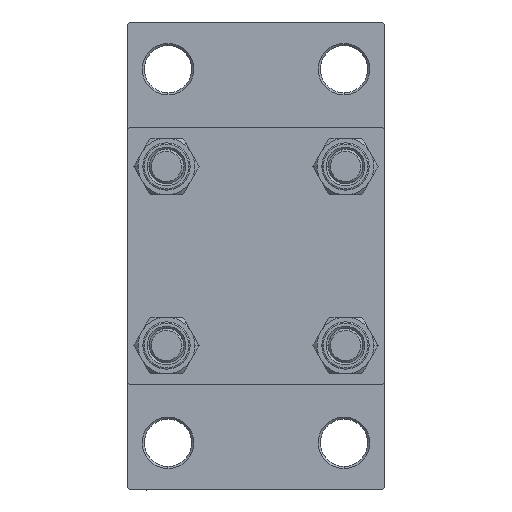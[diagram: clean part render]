
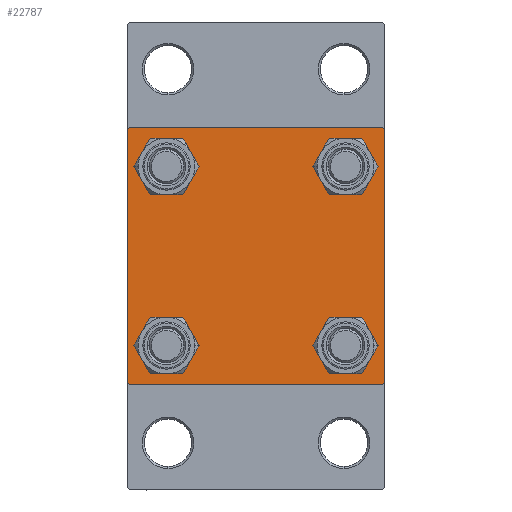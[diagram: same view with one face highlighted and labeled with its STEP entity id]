
A CAD part, left-side view. The second image highlights one B-rep face of the part: STEP entity #22787.
In plain terms, the highlighted planar face has unit normal (-1, 0, 0).
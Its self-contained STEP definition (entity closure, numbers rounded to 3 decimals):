
#3 = DIRECTION ( 'NONE',  ( 0., 0., 1. ) ) ;
#481 = LINE ( 'NONE', #15233, #45033 ) ;
#699 = ORIENTED_EDGE ( 'NONE', *, *, #43707, .T. ) ;
#1171 = FACE_BOUND ( 'NONE', #44566, .T. ) ;
#1403 = FACE_BOUND ( 'NONE', #5504, .T. ) ;
#1533 = VECTOR ( 'NONE', #8286, 1000. ) ;
#1543 = DIRECTION ( 'NONE',  ( 0., 0.707, -0.707 ) ) ;
#1621 = VERTEX_POINT ( 'NONE', #31643 ) ;
#2399 = CIRCLE ( 'NONE', #46462, 4.5 ) ;
#2412 = ORIENTED_EDGE ( 'NONE', *, *, #42764, .T. ) ;
#2914 = CARTESIAN_POINT ( 'NONE',  ( 0., 30., 29.5 ) ) ;
#3083 = EDGE_CURVE ( 'NONE', #20393, #41847, #45819, .T. ) ;
#3918 = CARTESIAN_POINT ( 'NONE',  ( 0., -20.85, -25.35 ) ) ;
#4114 = DIRECTION ( 'NONE',  ( 1., 0., 0. ) ) ;
#4281 = CARTESIAN_POINT ( 'NONE',  ( 0., 20.85, -16.35 ) ) ;
#4500 = DIRECTION ( 'NONE',  ( 1., 0., 0. ) ) ;
#4616 = CARTESIAN_POINT ( 'NONE',  ( 0., -30., 29.5 ) ) ;
#4901 = AXIS2_PLACEMENT_3D ( 'NONE', #37646, #4500, #5214 ) ;
#5214 = DIRECTION ( 'NONE',  ( 0., 0., 1. ) ) ;
#5504 = EDGE_LOOP ( 'NONE', ( #22333, #27422 ) ) ;
#6045 = AXIS2_PLACEMENT_3D ( 'NONE', #43698, #26050, #22414 ) ;
#6117 = VERTEX_POINT ( 'NONE', #32627 ) ;
#6971 = DIRECTION ( 'NONE',  ( 0., 0., 1. ) ) ;
#7468 = CARTESIAN_POINT ( 'NONE',  ( 0., -30., -29.5 ) ) ;
#8117 = CARTESIAN_POINT ( 'NONE',  ( 0., -30., 30. ) ) ;
#8286 = DIRECTION ( 'NONE',  ( 0., 0., -1. ) ) ;
#9450 = LINE ( 'NONE', #13070, #28815 ) ;
#9487 = VERTEX_POINT ( 'NONE', #34447 ) ;
#9764 = EDGE_CURVE ( 'NONE', #1621, #45096, #481, .T. ) ;
#9980 = VERTEX_POINT ( 'NONE', #14709 ) ;
#11164 = EDGE_CURVE ( 'NONE', #42416, #20621, #40465, .T. ) ;
#12004 = EDGE_LOOP ( 'NONE', ( #47451, #14620, #35811, #30588, #37062, #2412, #19553, #36828 ) ) ;
#13000 = PLANE ( 'NONE',  #46897 ) ;
#13070 = CARTESIAN_POINT ( 'NONE',  ( 0., -29.75, 29.75 ) ) ;
#13198 = EDGE_CURVE ( 'NONE', #20621, #42416, #18768, .T. ) ;
#13845 = EDGE_CURVE ( 'NONE', #45096, #33248, #20313, .T. ) ;
#13955 = AXIS2_PLACEMENT_3D ( 'NONE', #18704, #33930, #19402 ) ;
#14016 = ORIENTED_EDGE ( 'NONE', *, *, #39532, .T. ) ;
#14620 = ORIENTED_EDGE ( 'NONE', *, *, #35974, .T. ) ;
#14709 = CARTESIAN_POINT ( 'NONE',  ( 0., -20.85, 16.35 ) ) ;
#15233 = CARTESIAN_POINT ( 'NONE',  ( 0., 30., -30. ) ) ;
#15360 = LINE ( 'NONE', #8117, #39538 ) ;
#16074 = CARTESIAN_POINT ( 'NONE',  ( 0., 29.5, 30. ) ) ;
#16411 = CARTESIAN_POINT ( 'NONE',  ( 0., 30., 30. ) ) ;
#16787 = CARTESIAN_POINT ( 'NONE',  ( 0., 20.85, 20.85 ) ) ;
#17017 = CARTESIAN_POINT ( 'NONE',  ( 0., 29.75, 29.75 ) ) ;
#17312 = CARTESIAN_POINT ( 'NONE',  ( 0., 20.85, -20.85 ) ) ;
#17547 = CIRCLE ( 'NONE', #6045, 4.5 ) ;
#17882 = VECTOR ( 'NONE', #1543, 1000. ) ;
#18704 = CARTESIAN_POINT ( 'NONE',  ( 0., 20.85, -20.85 ) ) ;
#18768 = CIRCLE ( 'NONE', #19548, 4.5 ) ;
#18931 = LINE ( 'NONE', #34160, #1533 ) ;
#19402 = DIRECTION ( 'NONE',  ( 0., 0., 1. ) ) ;
#19548 = AXIS2_PLACEMENT_3D ( 'NONE', #16787, #22466, #38346 ) ;
#19553 = ORIENTED_EDGE ( 'NONE', *, *, #34819, .F. ) ;
#19789 = CARTESIAN_POINT ( 'NONE',  ( 0., 30., -29.5 ) ) ;
#20313 = LINE ( 'NONE', #35077, #43525 ) ;
#20393 = VERTEX_POINT ( 'NONE', #16074 ) ;
#20621 = VERTEX_POINT ( 'NONE', #41657 ) ;
#20962 = CIRCLE ( 'NONE', #34110, 4.5 ) ;
#21335 = DIRECTION ( 'NONE',  ( 0., -0.707, -0.707 ) ) ;
#22333 = ORIENTED_EDGE ( 'NONE', *, *, #26199, .T. ) ;
#22414 = DIRECTION ( 'NONE',  ( 0., 0., 1. ) ) ;
#22466 = DIRECTION ( 'NONE',  ( 1., 0., 0. ) ) ;
#22550 = CARTESIAN_POINT ( 'NONE',  ( 0., -29.5, -30. ) ) ;
#22787 = ADVANCED_FACE ( 'NONE', ( #1403, #1171, #38182, #23681, #46142 ), #13000, .T. ) ;
#22885 = DIRECTION ( 'NONE',  ( 0., 0., -1. ) ) ;
#23218 = LINE ( 'NONE', #16411, #29472 ) ;
#23681 = FACE_BOUND ( 'NONE', #40569, .T. ) ;
#24812 = ORIENTED_EDGE ( 'NONE', *, *, #11164, .T. ) ;
#24825 = DIRECTION ( 'NONE',  ( 1., 0., 0. ) ) ;
#24951 = AXIS2_PLACEMENT_3D ( 'NONE', #36359, #28389, #32005 ) ;
#25350 = VERTEX_POINT ( 'NONE', #31360 ) ;
#25370 = CARTESIAN_POINT ( 'NONE',  ( 0., -20.85, -20.85 ) ) ;
#25983 = ORIENTED_EDGE ( 'NONE', *, *, #13198, .T. ) ;
#26050 = DIRECTION ( 'NONE',  ( 1., 0., 0. ) ) ;
#26199 = EDGE_CURVE ( 'NONE', #9487, #9980, #17547, .T. ) ;
#27422 = ORIENTED_EDGE ( 'NONE', *, *, #38902, .T. ) ;
#27822 = DIRECTION ( 'NONE',  ( 0., -0.707, 0.707 ) ) ;
#28091 = DIRECTION ( 'NONE',  ( 0., 0.707, 0.707 ) ) ;
#28389 = DIRECTION ( 'NONE',  ( 1., 0., 0. ) ) ;
#28550 = VERTEX_POINT ( 'NONE', #38954 ) ;
#28815 = VECTOR ( 'NONE', #28091, 1000. ) ;
#29011 = ORIENTED_EDGE ( 'NONE', *, *, #33863, .T. ) ;
#29304 = CARTESIAN_POINT ( 'NONE',  ( 0., 29.75, -29.75 ) ) ;
#29438 = CIRCLE ( 'NONE', #13955, 4.5 ) ;
#29472 = VECTOR ( 'NONE', #37961, 1000. ) ;
#29507 = EDGE_LOOP ( 'NONE', ( #14016, #29011 ) ) ;
#29537 = VERTEX_POINT ( 'NONE', #4616 ) ;
#29575 = CIRCLE ( 'NONE', #24951, 4.5 ) ;
#29998 = DIRECTION ( 'NONE',  ( 0., -1., 0. ) ) ;
#30588 = ORIENTED_EDGE ( 'NONE', *, *, #13845, .T. ) ;
#31155 = CARTESIAN_POINT ( 'NONE',  ( 0., 0., 0. ) ) ;
#31360 = CARTESIAN_POINT ( 'NONE',  ( 0., 20.85, -25.35 ) ) ;
#31643 = CARTESIAN_POINT ( 'NONE',  ( 0., 29.5, -30. ) ) ;
#32005 = DIRECTION ( 'NONE',  ( 0., 0., 1. ) ) ;
#32627 = CARTESIAN_POINT ( 'NONE',  ( 0., -20.85, -16.35 ) ) ;
#33046 = EDGE_CURVE ( 'NONE', #41847, #44585, #18931, .T. ) ;
#33139 = CARTESIAN_POINT ( 'NONE',  ( 0., 20.85, 20.85 ) ) ;
#33248 = VERTEX_POINT ( 'NONE', #7468 ) ;
#33863 = EDGE_CURVE ( 'NONE', #25350, #45659, #29438, .T. ) ;
#33930 = DIRECTION ( 'NONE',  ( 1., 0., 0. ) ) ;
#34110 = AXIS2_PLACEMENT_3D ( 'NONE', #25370, #40104, #6971 ) ;
#34160 = CARTESIAN_POINT ( 'NONE',  ( 0., 30., 30. ) ) ;
#34447 = CARTESIAN_POINT ( 'NONE',  ( 0., -20.85, 25.35 ) ) ;
#34819 = EDGE_CURVE ( 'NONE', #20393, #28550, #23218, .T. ) ;
#35077 = CARTESIAN_POINT ( 'NONE',  ( 0., -29.75, -29.75 ) ) ;
#35811 = ORIENTED_EDGE ( 'NONE', *, *, #9764, .T. ) ;
#35974 = EDGE_CURVE ( 'NONE', #44585, #1621, #39701, .T. ) ;
#36359 = CARTESIAN_POINT ( 'NONE',  ( 0., -20.85, 20.85 ) ) ;
#36452 = EDGE_CURVE ( 'NONE', #29537, #33248, #15360, .T. ) ;
#36671 = DIRECTION ( 'NONE',  ( 0., 0., 1. ) ) ;
#36828 = ORIENTED_EDGE ( 'NONE', *, *, #3083, .T. ) ;
#37062 = ORIENTED_EDGE ( 'NONE', *, *, #36452, .F. ) ;
#37646 = CARTESIAN_POINT ( 'NONE',  ( 0., -20.85, -20.85 ) ) ;
#37961 = DIRECTION ( 'NONE',  ( 0., -1., 0. ) ) ;
#38182 = FACE_BOUND ( 'NONE', #29507, .T. ) ;
#38346 = DIRECTION ( 'NONE',  ( 0., 0., 1. ) ) ;
#38653 = DIRECTION ( 'NONE',  ( 0., 0., 1. ) ) ;
#38902 = EDGE_CURVE ( 'NONE', #9980, #9487, #29575, .T. ) ;
#38954 = CARTESIAN_POINT ( 'NONE',  ( 0., -29.5, 30. ) ) ;
#39231 = EDGE_CURVE ( 'NONE', #6117, #45060, #20962, .T. ) ;
#39532 = EDGE_CURVE ( 'NONE', #45659, #25350, #2399, .T. ) ;
#39538 = VECTOR ( 'NONE', #22885, 1000. ) ;
#39701 = LINE ( 'NONE', #29304, #47198 ) ;
#40104 = DIRECTION ( 'NONE',  ( 1., 0., 0. ) ) ;
#40465 = CIRCLE ( 'NONE', #43564, 4.5 ) ;
#40569 = EDGE_LOOP ( 'NONE', ( #24812, #25983 ) ) ;
#41020 = ORIENTED_EDGE ( 'NONE', *, *, #39231, .T. ) ;
#41657 = CARTESIAN_POINT ( 'NONE',  ( 0., 20.85, 16.35 ) ) ;
#41847 = VERTEX_POINT ( 'NONE', #2914 ) ;
#42416 = VERTEX_POINT ( 'NONE', #45557 ) ;
#42764 = EDGE_CURVE ( 'NONE', #29537, #28550, #9450, .T. ) ;
#43525 = VECTOR ( 'NONE', #27822, 1000. ) ;
#43564 = AXIS2_PLACEMENT_3D ( 'NONE', #33139, #4114, #3 ) ;
#43698 = CARTESIAN_POINT ( 'NONE',  ( 0., -20.85, 20.85 ) ) ;
#43707 = EDGE_CURVE ( 'NONE', #45060, #6117, #46600, .T. ) ;
#44566 = EDGE_LOOP ( 'NONE', ( #41020, #699 ) ) ;
#44585 = VERTEX_POINT ( 'NONE', #19789 ) ;
#45033 = VECTOR ( 'NONE', #29998, 1000. ) ;
#45060 = VERTEX_POINT ( 'NONE', #3918 ) ;
#45096 = VERTEX_POINT ( 'NONE', #22550 ) ;
#45433 = DIRECTION ( 'NONE',  ( -1., 0., 0. ) ) ;
#45557 = CARTESIAN_POINT ( 'NONE',  ( 0., 20.85, 25.35 ) ) ;
#45659 = VERTEX_POINT ( 'NONE', #4281 ) ;
#45819 = LINE ( 'NONE', #17017, #17882 ) ;
#46142 = FACE_OUTER_BOUND ( 'NONE', #12004, .T. ) ;
#46462 = AXIS2_PLACEMENT_3D ( 'NONE', #17312, #24825, #36671 ) ;
#46600 = CIRCLE ( 'NONE', #4901, 4.5 ) ;
#46897 = AXIS2_PLACEMENT_3D ( 'NONE', #31155, #45433, #38653 ) ;
#47198 = VECTOR ( 'NONE', #21335, 1000. ) ;
#47451 = ORIENTED_EDGE ( 'NONE', *, *, #33046, .T. ) ;
